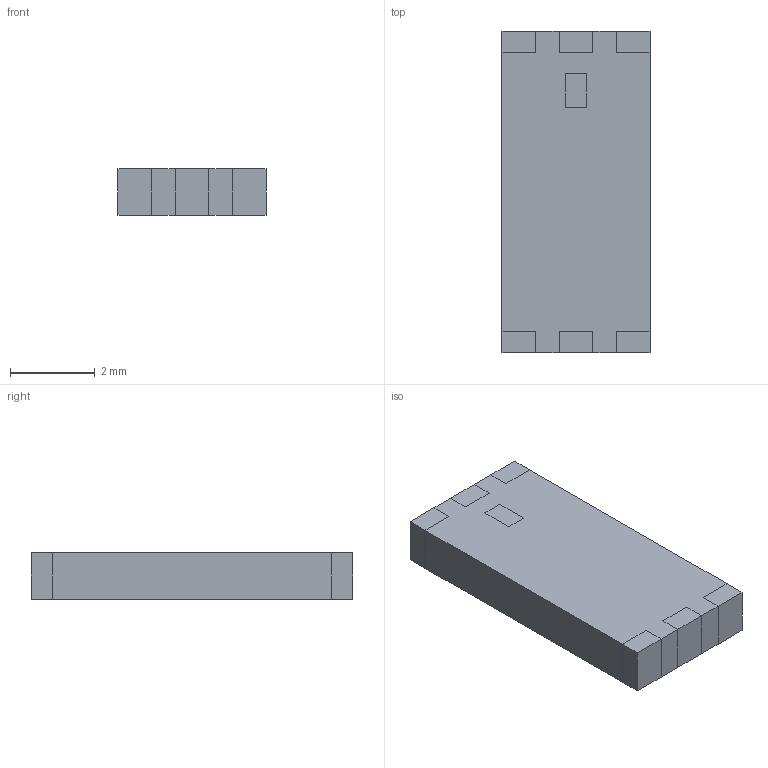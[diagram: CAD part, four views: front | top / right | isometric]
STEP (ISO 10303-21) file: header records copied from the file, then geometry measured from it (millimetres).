
FILE_DESCRIPTION(('STEP AP214'),'1');
FILE_NAME('AE_Wurth_WE-MCA_7488920245.step','2025-03-31T09:14:32',(' '),('ANSOFT Corporation'),'Spatial InterOp 3D',' ',' ');
FILE_SCHEMA(('AUTOMOTIVE_DESIGN { 1 0 10303 214 1 1 1 1 }'));
Length unit declared in the file: millimetre
Products named in the file (1): Pin
Bounding box: 3.5 x 7.6 x 1.1 mm (x, y, z)
Volume: 29.3 mm3; surface area: 100.6 mm2
Topology: 8 solids, 8 shells, 69 faces, 156 edges, 104 vertices
Faces by surface type: plane 69
Entity records: 2214 total; most frequent: CARTESIAN_POINT 337, ORIENTED_EDGE 312, DIRECTION 310, EDGE_CURVE 156, LINE 156, VECTOR 156, VERTEX_POINT 104, AXIS2_PLACEMENT_3D 77
